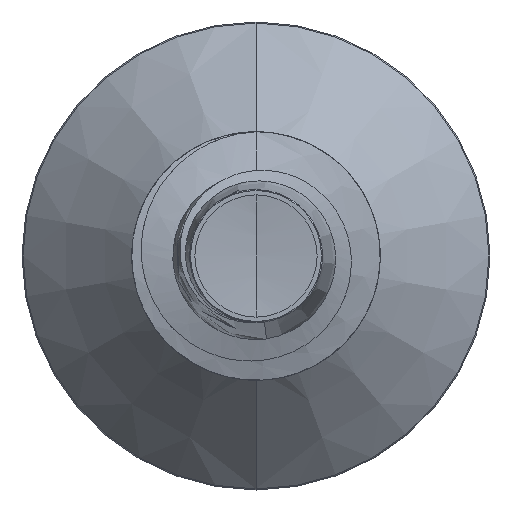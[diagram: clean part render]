
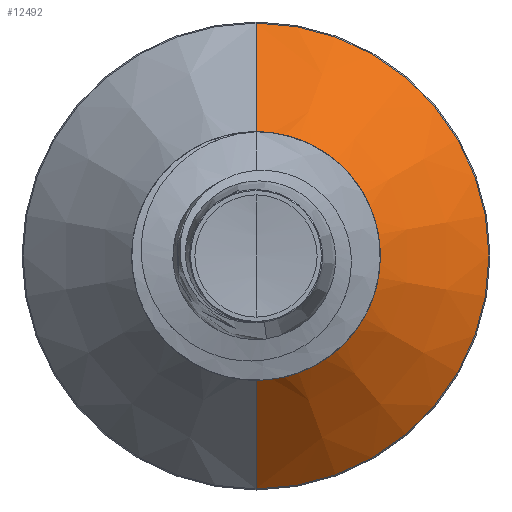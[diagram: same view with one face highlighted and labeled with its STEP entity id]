
A CAD part, front view. The second image highlights one B-rep face of the part: STEP entity #12492.
In plain terms, the highlighted conical face has half-angle 45 degrees and reference radius 2.744 mm.
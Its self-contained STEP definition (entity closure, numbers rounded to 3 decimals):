
#1945 = VERTEX_POINT ( 'NONE', #26310 ) ;
#4578 = AXIS2_PLACEMENT_3D ( 'NONE', #24527, #13433, #25987 ) ;
#5161 = EDGE_LOOP ( 'NONE', ( #18956, #23452, #8178, #14792 ) ) ;
#6004 = DIRECTION ( 'NONE',  ( 0., 0.707, -0.707 ) ) ;
#7431 = DIRECTION ( 'NONE',  ( 0., 1., 0. ) ) ;
#7691 = AXIS2_PLACEMENT_3D ( 'NONE', #20760, #7431, #22410 ) ;
#8178 = ORIENTED_EDGE ( 'NONE', *, *, #24103, .F. ) ;
#8389 = VECTOR ( 'NONE', #13498, 1000. ) ;
#8424 = CARTESIAN_POINT ( 'NONE',  ( 0., 26.245, 2.745 ) ) ;
#12366 = VERTEX_POINT ( 'NONE', #22975 ) ;
#12386 = CIRCLE ( 'NONE', #4578, 5.624 ) ;
#12492 = ADVANCED_FACE ( 'NONE', ( #22123 ), #25281, .T. ) ;
#13433 = DIRECTION ( 'NONE',  ( 0., 1., 0. ) ) ;
#13498 = DIRECTION ( 'NONE',  ( 0., 0.707, 0.707 ) ) ;
#14598 = CARTESIAN_POINT ( 'NONE',  ( 0., 26.245, -2.745 ) ) ;
#14792 = ORIENTED_EDGE ( 'NONE', *, *, #23384, .F. ) ;
#18816 = CIRCLE ( 'NONE', #7691, 2.745 ) ;
#18956 = ORIENTED_EDGE ( 'NONE', *, *, #23043, .T. ) ;
#19479 = AXIS2_PLACEMENT_3D ( 'NONE', #22867, #22842, #22955 ) ;
#20760 = CARTESIAN_POINT ( 'NONE',  ( 0., 26.245, 0. ) ) ;
#20775 = LINE ( 'NONE', #21913, #24032 ) ;
#21865 = CARTESIAN_POINT ( 'NONE',  ( 0., 29.124, 5.624 ) ) ;
#21913 = CARTESIAN_POINT ( 'NONE',  ( 0., 26.245, -2.745 ) ) ;
#22123 = FACE_OUTER_BOUND ( 'NONE', #5161, .T. ) ;
#22410 = DIRECTION ( 'NONE',  ( 0., 0., 1. ) ) ;
#22842 = DIRECTION ( 'NONE',  ( 0., 1., 0. ) ) ;
#22867 = CARTESIAN_POINT ( 'NONE',  ( 0., 26.245, 0. ) ) ;
#22955 = DIRECTION ( 'NONE',  ( 0., 0., 1. ) ) ;
#22975 = CARTESIAN_POINT ( 'NONE',  ( 0., 29.124, -5.624 ) ) ;
#23043 = EDGE_CURVE ( 'NONE', #1945, #25318, #18816, .T. ) ;
#23384 = EDGE_CURVE ( 'NONE', #1945, #24375, #24516, .T. ) ;
#23452 = ORIENTED_EDGE ( 'NONE', *, *, #23480, .T. ) ;
#23480 = EDGE_CURVE ( 'NONE', #25318, #12366, #20775, .T. ) ;
#24032 = VECTOR ( 'NONE', #6004, 1000. ) ;
#24103 = EDGE_CURVE ( 'NONE', #24375, #12366, #12386, .T. ) ;
#24375 = VERTEX_POINT ( 'NONE', #21865 ) ;
#24516 = LINE ( 'NONE', #8424, #8389 ) ;
#24527 = CARTESIAN_POINT ( 'NONE',  ( 0., 29.124, 0. ) ) ;
#25281 = CONICAL_SURFACE ( 'NONE', #19479, 2.745, 0.785 ) ;
#25318 = VERTEX_POINT ( 'NONE', #14598 ) ;
#25987 = DIRECTION ( 'NONE',  ( 0., 0., 1. ) ) ;
#26310 = CARTESIAN_POINT ( 'NONE',  ( 0., 26.245, 2.745 ) ) ;
